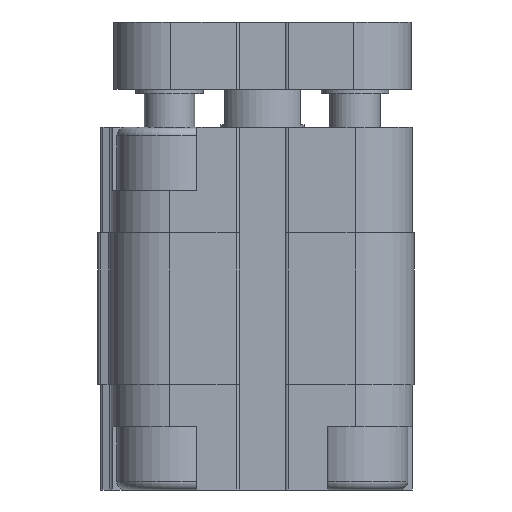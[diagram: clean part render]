
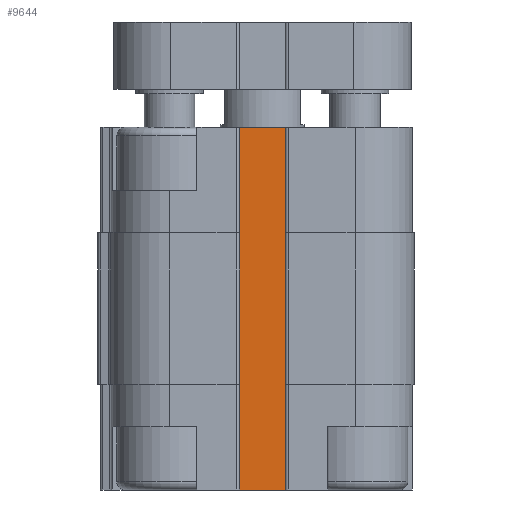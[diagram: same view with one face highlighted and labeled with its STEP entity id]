
A CAD part, left-side view. The second image highlights one B-rep face of the part: STEP entity #9644.
In plain terms, the highlighted face is planar.
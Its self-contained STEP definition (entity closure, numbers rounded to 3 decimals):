
#68=LINE('',#14600,#928);
#202=LINE('',#15030,#1062);
#203=LINE('',#15032,#1063);
#204=LINE('',#15034,#1064);
#928=VECTOR('',#11274,1000.);
#1062=VECTOR('',#11640,1000.);
#1063=VECTOR('',#11643,1000.);
#1064=VECTOR('',#11644,1000.);
#1797=PLANE('',#10340);
#2861=ORIENTED_EDGE('',*,*,#5431,.F.);
#2862=ORIENTED_EDGE('',*,*,#5639,.F.);
#2863=ORIENTED_EDGE('',*,*,#5640,.T.);
#2864=ORIENTED_EDGE('',*,*,#5641,.T.);
#5431=EDGE_CURVE('',#6846,#6847,#68,.T.);
#5639=EDGE_CURVE('',#7026,#6846,#202,.T.);
#5640=EDGE_CURVE('',#7026,#7027,#203,.T.);
#5641=EDGE_CURVE('',#7027,#6847,#204,.T.);
#6846=VERTEX_POINT('',#14599);
#6847=VERTEX_POINT('',#14601);
#7026=VERTEX_POINT('',#15029);
#7027=VERTEX_POINT('',#15033);
#8161=EDGE_LOOP('',(#2861,#2862,#2863,#2864));
#8891=FACE_BOUND('',#8161,.T.);
#9644=ADVANCED_FACE('',(#8891),#1797,.T.);
#10340=AXIS2_PLACEMENT_3D('',#15031,#11641,#11642);
#11274=DIRECTION('',(0.,1.,0.));
#11640=DIRECTION('',(0.,0.,1.));
#11641=DIRECTION('',(1.,0.,0.));
#11642=DIRECTION('',(0.,0.,-1.));
#11643=DIRECTION('',(0.,1.,0.));
#11644=DIRECTION('',(0.,0.,1.));
#14599=CARTESIAN_POINT('',(13.,-3.,0.));
#14600=CARTESIAN_POINT('',(13.,-3.,0.));
#14601=CARTESIAN_POINT('',(13.,3.,0.));
#15029=CARTESIAN_POINT('',(13.,-3.,-43.));
#15030=CARTESIAN_POINT('',(13.,-3.,-12.5));
#15031=CARTESIAN_POINT('',(13.,-3.,-12.5));
#15032=CARTESIAN_POINT('',(13.,-3.,-43.));
#15033=CARTESIAN_POINT('',(13.,3.,-43.));
#15034=CARTESIAN_POINT('',(13.,3.,-12.5));
